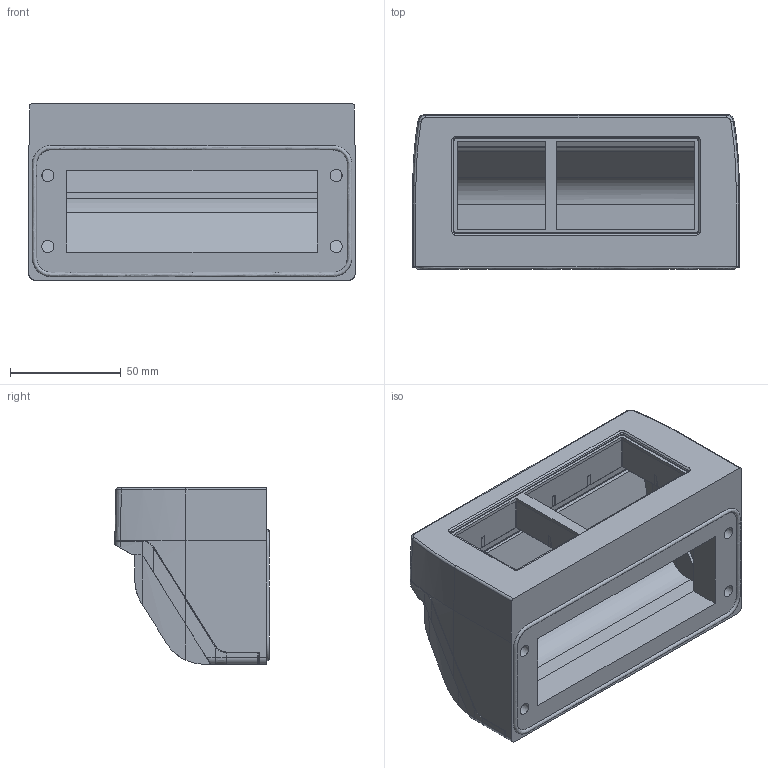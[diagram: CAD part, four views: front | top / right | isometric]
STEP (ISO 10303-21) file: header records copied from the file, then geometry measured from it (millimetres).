
FILE_DESCRIPTION(/* description */ (''),/* implementation_level */ '2;1');
FILE_NAME(/* name */ '28953.4_KDS_SR90_10-24.stp',/* time_stamp */ '2024-01-05T14:43:35+01:00',/* author */ (''),/* organization */ (''),/* preprocessor_version */ 'ST-DEVELOPER v19.3',/* originating_system */ 'SIEMENS PLM Software NX2212.1700',/* authorisation */ '');
FILE_SCHEMA (('AUTOMOTIVE_DESIGN { 1 0 10303 214 3 1 1 1 }'));
Length unit declared in the file: millimetre
Products named in the file (2): 28988.4_KDS_SR90_AD_10-24; 28953.4_KDS_SR90_10-24
Assembly tree (1 placements, depth 2):
  28953.4_KDS_SR90_10-24
    28988.4_KDS_SR90_AD_10-24
Bounding box: 147.22 x 69.57 x 79.55 mm (x, y, z)
Volume: 251220.8 mm3; surface area: 89512 mm2
Topology: 2 solids, 2 shells, 522 faces, 1372 edges, 852 vertices
Faces by surface type: plane 201, cylinder 146, bspline 111, cone 32, torus 22, sphere 10
Full cylindrical faces by diameter (mm): 5.5 x4
Entity records: 20556 total; most frequent: CARTESIAN_POINT 8420, ORIENTED_EDGE 2706, DIRECTION 2267, EDGE_CURVE 1353, VERTEX_POINT 848, AXIS2_PLACEMENT_3D 807, LINE 653, VECTOR 653
